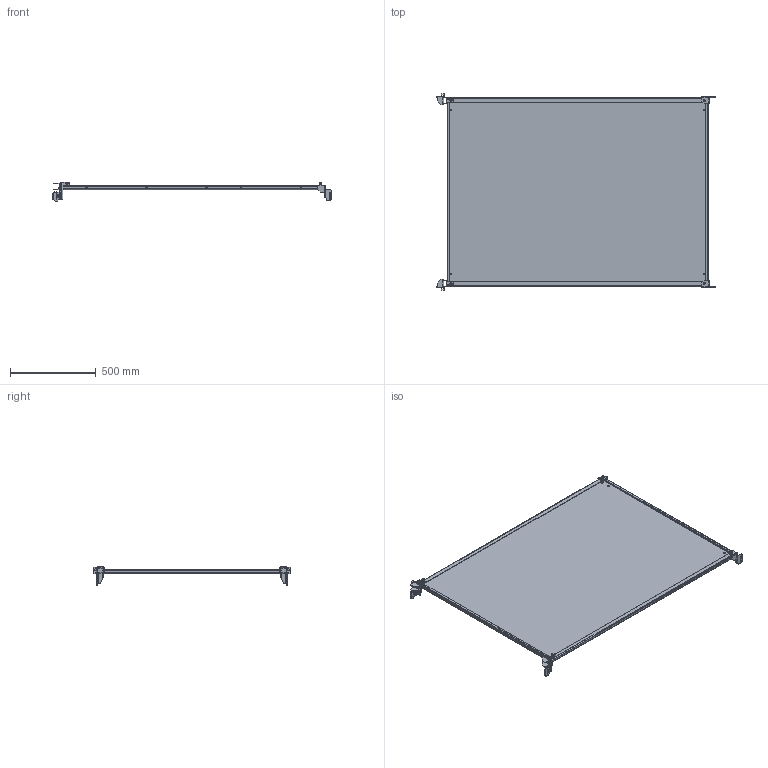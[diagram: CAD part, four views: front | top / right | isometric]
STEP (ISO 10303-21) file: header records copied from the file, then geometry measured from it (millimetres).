
FILE_DESCRIPTION(/* description */ (''),/* implementation_level */ '2;1');
FILE_NAME(/* name */ 'PL165120.stp',/* time_stamp */ '2021-02-05T09:12:37+01:00',/* author */ (''),/* organization */ (''),/* preprocessor_version */ 'ST-DEVELOPER v16.7',/* originating_system */ 'SIEMENS PLM Software NX 12.0',/* authorisation */ '');
FILE_SCHEMA (('AP203_CONFIGURATION_CONTROLLED_3D_DESIGN_OF_MECHANICAL_PARTS_AND_ASSEMBLIES_MIM_LF { 1 0 10303 403 2 1 2}'));
Length unit declared in the file: millimetre
Products named in the file (14): SOPORTE_PM_01; Resbalon_Soporte_Placa_Mont; SOPORTE_PM_02_JJ; SOPORTE_PM_01_SIM_JJ; ESCUADRA_SOPORTE_SUPERIOR_PM_V03_stp; XXXXX-TUERCA_REMACHABLE_M8_ABIERTA; ESCUADRA_SOPORTE_SUPERIOR_PM_SIM_V03_stp; MESITA_SOPORTE_PM; SOPORTE_PM_JJ; SOPORTE_PM_SIM_JJ; SOP_SUP_REMA_JJ; SOP_SUP_REMA_SIM_JJ; Soportes_placa_montaje_stp; PL165120
Assembly tree (19 placements, depth 4):
  PL165120
    Soportes_placa_montaje_stp
      MESITA_SOPORTE_PM  x2
      SOP_SUP_REMA_SIM_JJ
        ESCUADRA_SOPORTE_SUPERIOR_PM_SIM_V03_stp
        XXXXX-TUERCA_REMACHABLE_M8_ABIERTA
      SOP_SUP_REMA_JJ
        ESCUADRA_SOPORTE_SUPERIOR_PM_V03_stp
        XXXXX-TUERCA_REMACHABLE_M8_ABIERTA
      SOPORTE_PM_SIM_JJ
        XXXXX-TUERCA_REMACHABLE_M8_ABIERTA
        SOPORTE_PM_01_SIM_JJ
        SOPORTE_PM_02_JJ
        Resbalon_Soporte_Placa_Mont
      SOPORTE_PM_JJ
        Resbalon_Soporte_Placa_Mont
        SOPORTE_PM_02_JJ
        SOPORTE_PM_01
        XXXXX-TUERCA_REMACHABLE_M8_ABIERTA
Bounding box: 1625.22 x 1152 x 111.75 mm (x, y, z)
Volume: 5724733.2 mm3; surface area: 3855150 mm2
Topology: 15 solids, 15 shells, 662 faces, 1811 edges, 1183 vertices
Faces by surface type: plane 466, cylinder 144, cone 32, bspline 20
Full cylindrical faces by diameter (mm): 6.235 x4, 6.5 x10, 8.5 x10, 9.976 x4, 10 x8, 19 x4
Entity records: 16661 total; most frequent: CARTESIAN_POINT 3648, ORIENTED_EDGE 2546, DIRECTION 2017, EDGE_CURVE 1273, VERTEX_POINT 834, LINE 723, VECTOR 723, AXIS2_PLACEMENT_3D 647
